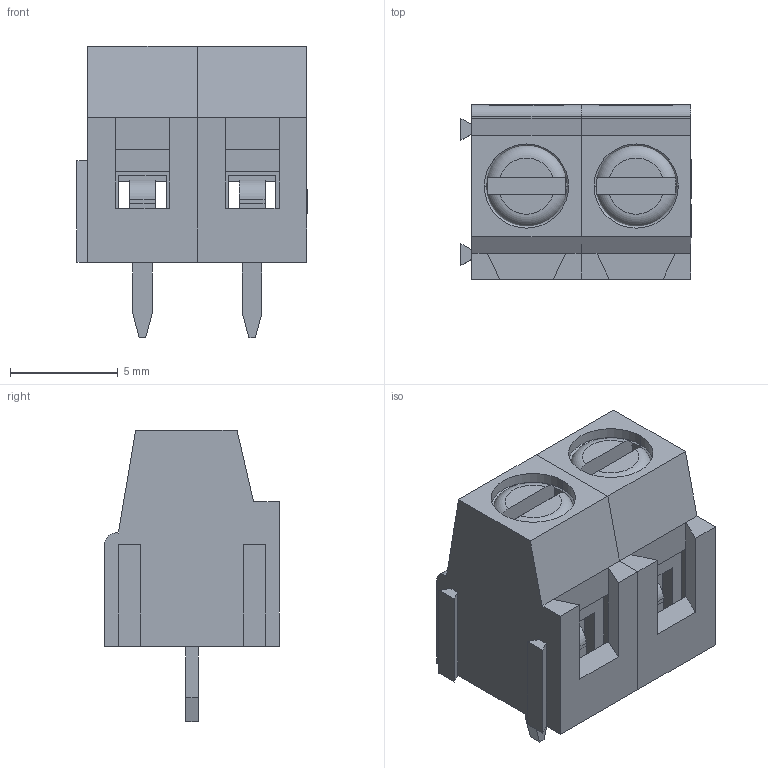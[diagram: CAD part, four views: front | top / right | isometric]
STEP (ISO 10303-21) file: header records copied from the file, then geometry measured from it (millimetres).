
FILE_DESCRIPTION (( 'STEP AP214' ), '1' );
FILE_NAME ('CONN-TH_2P-P5.08_1729128.STEP', '2022-10-01T16:29:11', ( '微软用户' ), ( '微软中国' ), 'SwSTEP 2.0', 'SolidWorks 2020', '' );
FILE_SCHEMA (( 'AUTOMOTIVE_DESIGN' ));
Length unit declared in the file: millimetre
Products named in the file (1): CONN-TH_2P-P5.08_1729128
Bounding box: 10.67 x 8.1 x 13.5 mm (x, y, z)
Volume: 494.6 mm3; surface area: 1458.9 mm2
Topology: 6 solids, 6 shells, 546 faces, 1525 edges, 1006 vertices
Faces by surface type: plane 388, bspline 98, cylinder 44, torus 16
Entity records: 24026 total; most frequent: CARTESIAN_POINT 4476, ORIENTED_EDGE 3050, DIRECTION 2331, EDGE_CURVE 1525, LINE 1177, VECTOR 1177, VERTEX_POINT 1006, EDGE_LOOP 581
